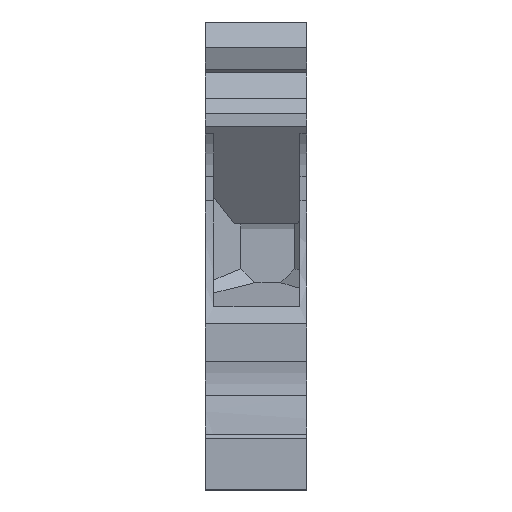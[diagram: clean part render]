
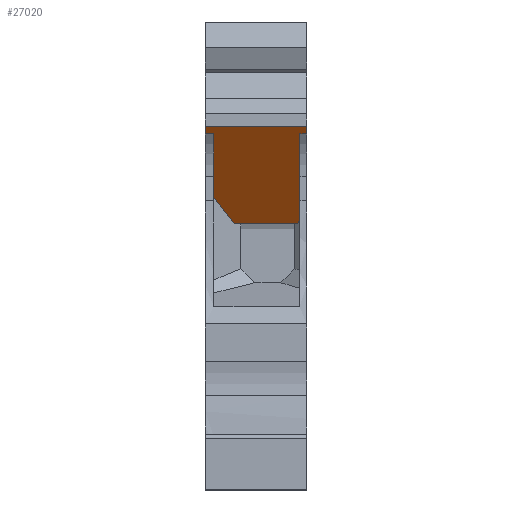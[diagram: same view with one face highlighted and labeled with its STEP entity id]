
A CAD part, front view. The second image highlights one B-rep face of the part: STEP entity #27020.
In plain terms, the highlighted face is planar.
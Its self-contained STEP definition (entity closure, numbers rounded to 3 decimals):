
#2450=CARTESIAN_POINT('',(-23.9,29.576,-10.15));
#2460=VERTEX_POINT('',#2450);
#2490=CARTESIAN_POINT('',(-1.21,0.,-10.15));
#2500=DIRECTION('',(-0.609,0.793,0.));
#2510=VECTOR('',#2500,1.);
#2520=LINE('',#2490,#2510);
#2530=CARTESIAN_POINT('',(-23.296,28.789,
-10.15));
#2540=VERTEX_POINT('',#2530);
#2550=EDGE_CURVE('',#2540,#2460,#2520,.T.);
#8280=CARTESIAN_POINT('',(-23.296,28.789,
0.));
#8290=VERTEX_POINT('',#8280);
#8320=CARTESIAN_POINT('',(-1.21,0.,0.));
#8330=DIRECTION('',(0.609,-0.793,0.));
#8340=VECTOR('',#8330,1.);
#8350=LINE('',#8320,#8340);
#8360=CARTESIAN_POINT('',(-23.9,29.576,0.));
#8370=VERTEX_POINT('',#8360);
#8380=EDGE_CURVE('',#8370,#8290,#8350,.T.);
#26190=CARTESIAN_POINT('',(-23.9,29.576,0.));
#26200=DIRECTION('',(0.,0.,1.));
#26210=VECTOR('',#26200,1.);
#26220=LINE('',#26190,#26210);
#26230=EDGE_CURVE('',#2460,#8370,#26220,.T.);
#26380=CARTESIAN_POINT('',(-18.639,22.718,
0.));
#26390=DIRECTION('',(-0.793,-0.609,
0.));
#26400=DIRECTION('',(-0.609,0.793,
0.));
#26410=AXIS2_PLACEMENT_3D('',#26380,#26390,#26400);
#26420=PLANE('',#26410);
#26430=ORIENTED_EDGE('',*,*,#2550,.F.);
#26440=ORIENTED_EDGE('',*,*,#26230,.F.);
#26450=ORIENTED_EDGE('',*,*,#8380,.F.);
#26460=CARTESIAN_POINT('',(-23.296,28.789,
0.));
#26470=DIRECTION('',(0.,0.,1.));
#26480=VECTOR('',#26470,1.);
#26490=LINE('',#26460,#26480);
#26500=CARTESIAN_POINT('',(-23.296,28.789,
-0.7));
#26510=VERTEX_POINT('',#26500);
#26520=EDGE_CURVE('',#26510,#8290,#26490,.T.);
#26530=ORIENTED_EDGE('',*,*,#26520,.T.);
#26540=CARTESIAN_POINT('',(-1.21,0.,-0.7));
#26550=DIRECTION('',(-0.609,0.793,0.));
#26560=VECTOR('',#26550,1.);
#26570=LINE('',#26540,#26560);
#26580=CARTESIAN_POINT('',(-16.65,20.126,
-0.7));
#26590=VERTEX_POINT('',#26580);
#26600=EDGE_CURVE('',#26590,#26510,#26570,.T.);
#26610=ORIENTED_EDGE('',*,*,#26600,.T.);
#26620=CARTESIAN_POINT('',(-1.21,0.,-16.14));
#26630=DIRECTION('',(0.52,-0.678,
-0.52));
#26640=VECTOR('',#26630,1.);
#26650=LINE('',#26620,#26640);
#26660=CARTESIAN_POINT('',(-16.413,19.816,
-0.937));
#26670=VERTEX_POINT('',#26660);
#26680=EDGE_CURVE('',#26590,#26670,#26650,.T.);
#26690=ORIENTED_EDGE('',*,*,#26680,.F.);
#26700=CARTESIAN_POINT('',(-16.413,19.816,0.));
#26710=DIRECTION('',(0.,0.,-1.));
#26720=VECTOR('',#26710,1.);
#26730=LINE('',#26700,#26720);
#26740=CARTESIAN_POINT('',(-16.413,19.816,
-7.263));
#26750=VERTEX_POINT('',#26740);
#26760=EDGE_CURVE('',#26670,#26750,#26730,.T.);
#26770=ORIENTED_EDGE('',*,*,#26760,.F.);
#26780=CARTESIAN_POINT('',(-1.21,0.,7.94));
#26790=DIRECTION('',(0.52,-0.678,
0.52));
#26800=VECTOR('',#26790,1.);
#26810=LINE('',#26780,#26800);
#26820=CARTESIAN_POINT('',(-18.45,22.472,
-9.3));
#26830=VERTEX_POINT('',#26820);
#26840=EDGE_CURVE('',#26830,#26750,#26810,.T.);
#26850=ORIENTED_EDGE('',*,*,#26840,.T.);
#26860=CARTESIAN_POINT('',(-1.21,0.,-9.3));
#26870=DIRECTION('',(0.609,-0.793,0.));
#26880=VECTOR('',#26870,1.);
#26890=LINE('',#26860,#26880);
#26900=CARTESIAN_POINT('',(-23.296,28.789,
-9.3));
#26910=VERTEX_POINT('',#26900);
#26920=EDGE_CURVE('',#26910,#26830,#26890,.T.);
#26930=ORIENTED_EDGE('',*,*,#26920,.T.);
#26940=CARTESIAN_POINT('',(-23.296,28.789,
0.));
#26950=DIRECTION('',(0.,0.,1.));
#26960=VECTOR('',#26950,1.);
#26970=LINE('',#26940,#26960);
#26980=EDGE_CURVE('',#2540,#26910,#26970,.T.);
#26990=ORIENTED_EDGE('',*,*,#26980,.T.);
#27000=EDGE_LOOP('',(#26990,#26930,#26850,#26770,#26690,#26610,#26530,
#26450,#26440,#26430));
#27010=FACE_OUTER_BOUND('',#27000,.T.);
#27020=ADVANCED_FACE('',(#27010),#26420,.T.);
